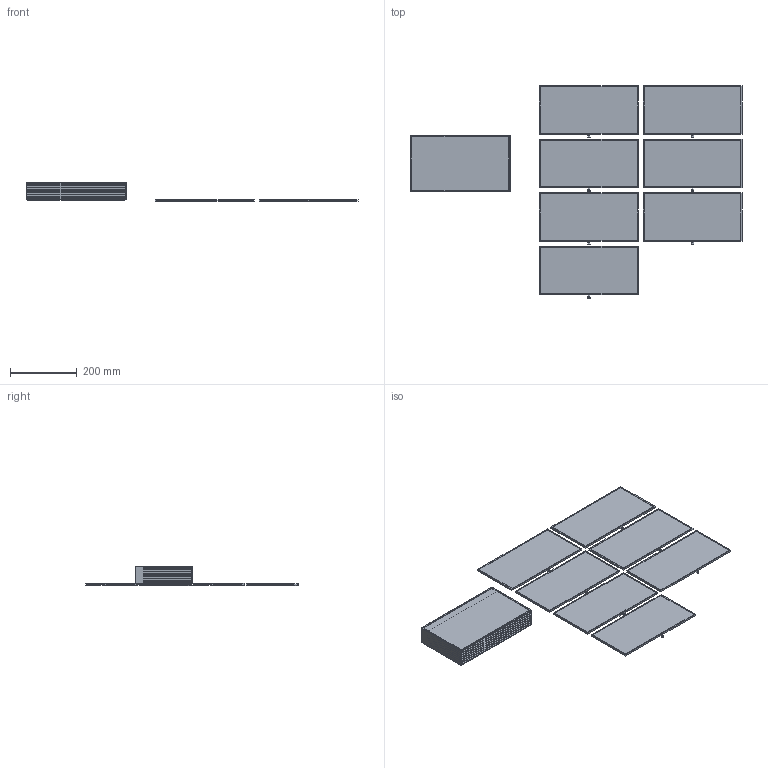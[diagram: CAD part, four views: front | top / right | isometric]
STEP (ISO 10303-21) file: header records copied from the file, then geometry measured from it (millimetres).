
FILE_DESCRIPTION(('HOOPS Exchange Step'),'2;1');
FILE_NAME('temp_export','2024-07-21T10:10:31+08:00',('sharma21'),('Shapr3D Limited'),'HOOPS Exchange 2024.2','Shapr3D','Authorized');
FILE_SCHEMA( ('AUTOMOTIVE_DESIGN { 1 0 10303 214 1 1 1 1 }') );
Length unit declared in the file: millimetre
Products named in the file (1): root
Bounding box: 993 x 635 x 59.31 mm (x, y, z)
Volume: 3069364.9 mm3; surface area: 1766733.3 mm2
Topology: 19 solids, 19 shells, 262 faces, 584 edges, 380 vertices
Faces by surface type: plane 186, bspline 76
Entity records: 28223 total; most frequent: CARTESIAN_POINT 22870, ORIENTED_EDGE 1168, DIRECTION 840, EDGE_CURVE 584, VECTOR 438, LINE 438, VERTEX_POINT 380, EDGE_LOOP 282
